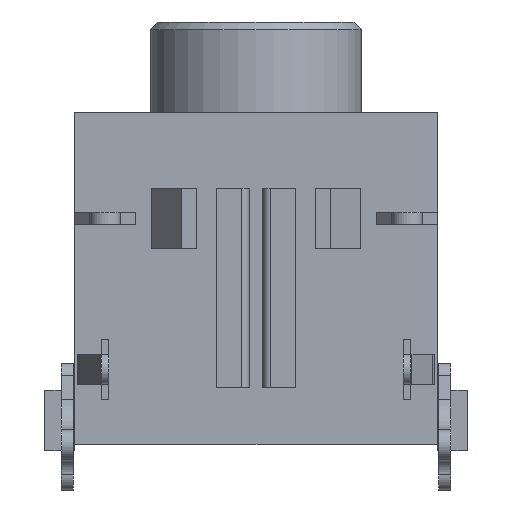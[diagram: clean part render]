
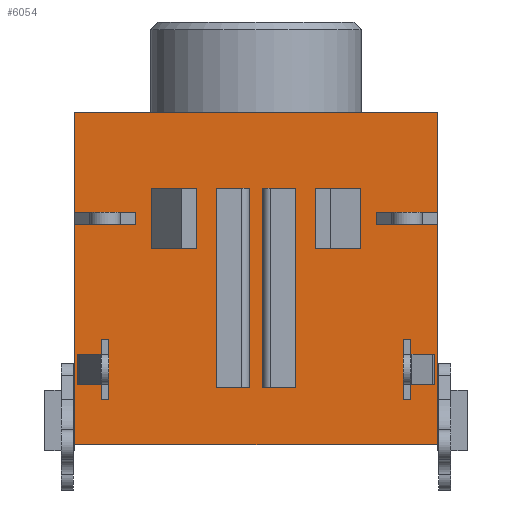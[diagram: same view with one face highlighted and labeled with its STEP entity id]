
A CAD part, front view. The second image highlights one B-rep face of the part: STEP entity #6054.
In plain terms, the highlighted planar face has unit normal (0, -1, 0).
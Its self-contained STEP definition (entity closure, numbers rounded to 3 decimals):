
#2009=CARTESIAN_POINT('',(4.875,2.,-7.5));
#2010=VERTEX_POINT('',#2009);
#2018=CARTESIAN_POINT('',(5.125,2.,-7.5));
#2019=VERTEX_POINT('',#2018);
#2026=CARTESIAN_POINT('',(4.875,2.,-7.5));
#2027=DIRECTION('',(1.,0.,-0.));
#2028=VECTOR('',#2027,0.25);
#2029=LINE('',#2026,#2028);
#2030=EDGE_CURVE('',#2010,#2019,#2029,.T.);
#2040=CARTESIAN_POINT('',(5.125,2.,-9.5));
#2041=VERTEX_POINT('',#2040);
#2049=CARTESIAN_POINT('',(4.875,2.,-9.5));
#2050=VERTEX_POINT('',#2049);
#2057=CARTESIAN_POINT('',(4.875,2.,-9.5));
#2058=DIRECTION('',(1.,0.,-0.));
#2059=VECTOR('',#2058,0.25);
#2060=LINE('',#2057,#2059);
#2061=EDGE_CURVE('',#2050,#2041,#2060,.T.);
#2686=CARTESIAN_POINT('',(-4.875,2.,-9.5));
#2687=VERTEX_POINT('',#2686);
#2702=CARTESIAN_POINT('',(-5.125,2.,-9.5));
#2703=VERTEX_POINT('',#2702);
#2710=CARTESIAN_POINT('',(-5.125,2.,-9.5));
#2711=DIRECTION('',(1.,0.,-0.));
#2712=VECTOR('',#2711,0.25);
#2713=LINE('',#2710,#2712);
#2714=EDGE_CURVE('',#2703,#2687,#2713,.T.);
#2726=CARTESIAN_POINT('',(-5.125,2.,-7.5));
#2727=VERTEX_POINT('',#2726);
#2742=CARTESIAN_POINT('',(-4.875,2.,-7.5));
#2743=VERTEX_POINT('',#2742);
#2750=CARTESIAN_POINT('',(-5.125,2.,-7.5));
#2751=DIRECTION('',(1.,0.,-0.));
#2752=VECTOR('',#2751,0.25);
#2753=LINE('',#2750,#2752);
#2754=EDGE_CURVE('',#2727,#2743,#2753,.T.);
#4247=CARTESIAN_POINT('',(-3.999,2.,-3.7));
#4248=VERTEX_POINT('',#4247);
#4255=CARTESIAN_POINT('',(-3.999,2.,-3.3));
#4256=VERTEX_POINT('',#4255);
#4257=CARTESIAN_POINT('',(-3.999,2.,-3.3));
#4258=DIRECTION('',(0.,0.,-1.));
#4259=VECTOR('',#4258,0.4);
#4260=LINE('',#4257,#4259);
#4261=EDGE_CURVE('',#4256,#4248,#4260,.T.);
#4278=CARTESIAN_POINT('',(6.,2.,-3.7));
#4279=VERTEX_POINT('',#4278);
#4280=CARTESIAN_POINT('',(3.999,2.,-3.7));
#4281=VERTEX_POINT('',#4280);
#4282=CARTESIAN_POINT('',(6.,2.,-3.7));
#4283=DIRECTION('',(-1.,0.,0.));
#4284=VECTOR('',#4283,2.001);
#4285=LINE('',#4282,#4284);
#4286=EDGE_CURVE('',#4279,#4281,#4285,.T.);
#4315=CARTESIAN_POINT('',(3.999,2.,-3.3));
#4316=VERTEX_POINT('',#4315);
#4323=CARTESIAN_POINT('',(3.999,2.,-3.7));
#4324=DIRECTION('',(0.,0.,1.));
#4325=VECTOR('',#4324,0.4);
#4326=LINE('',#4323,#4325);
#4327=EDGE_CURVE('',#4281,#4316,#4326,.T.);
#4340=CARTESIAN_POINT('',(6.,2.,-3.3));
#4341=VERTEX_POINT('',#4340);
#4348=CARTESIAN_POINT('',(3.999,2.,-3.3));
#4349=DIRECTION('',(1.,0.,-0.));
#4350=VECTOR('',#4349,2.001);
#4351=LINE('',#4348,#4350);
#4352=EDGE_CURVE('',#4316,#4341,#4351,.T.);
#4369=CARTESIAN_POINT('',(1.31,2.,-2.5));
#4370=VERTEX_POINT('',#4369);
#4378=CARTESIAN_POINT('',(1.31,2.,-9.1));
#4379=VERTEX_POINT('',#4378);
#4386=CARTESIAN_POINT('',(1.31,2.,-2.5));
#4387=DIRECTION('',(0.,0.,-1.));
#4388=VECTOR('',#4387,6.6);
#4389=LINE('',#4386,#4388);
#4390=EDGE_CURVE('',#4370,#4379,#4389,.T.);
#4401=CARTESIAN_POINT('',(0.23,2.,-9.1));
#4402=VERTEX_POINT('',#4401);
#4410=CARTESIAN_POINT('',(1.31,2.,-9.1));
#4411=DIRECTION('',(-1.,0.,0.));
#4412=VECTOR('',#4411,1.08);
#4413=LINE('',#4410,#4412);
#4414=EDGE_CURVE('',#4379,#4402,#4413,.T.);
#4435=CARTESIAN_POINT('',(0.23,2.,-2.5));
#4436=VERTEX_POINT('',#4435);
#4444=CARTESIAN_POINT('',(0.23,2.,-9.1));
#4445=DIRECTION('',(0.,0.,1.));
#4446=VECTOR('',#4445,6.6);
#4447=LINE('',#4444,#4446);
#4448=EDGE_CURVE('',#4402,#4436,#4447,.T.);
#4460=CARTESIAN_POINT('',(0.23,2.,-2.5));
#4461=DIRECTION('',(1.,0.,-0.));
#4462=VECTOR('',#4461,1.08);
#4463=LINE('',#4460,#4462);
#4464=EDGE_CURVE('',#4436,#4370,#4463,.T.);
#4479=CARTESIAN_POINT('',(4.875,2.,-9.5));
#4480=DIRECTION('',(0.,0.,1.));
#4481=VECTOR('',#4480,2.);
#4482=LINE('',#4479,#4481);
#4483=EDGE_CURVE('',#2050,#2010,#4482,.T.);
#4500=CARTESIAN_POINT('',(5.125,2.,-7.5));
#4501=DIRECTION('',(0.,0.,-1.));
#4502=VECTOR('',#4501,2.);
#4503=LINE('',#4500,#4502);
#4504=EDGE_CURVE('',#2019,#2041,#4503,.T.);
#4517=CARTESIAN_POINT('',(-3.475,2.,-2.5));
#4518=VERTEX_POINT('',#4517);
#4519=CARTESIAN_POINT('',(-1.975,2.,-2.5));
#4520=VERTEX_POINT('',#4519);
#4521=CARTESIAN_POINT('',(-3.475,2.,-2.5));
#4522=DIRECTION('',(1.,0.,-0.));
#4523=VECTOR('',#4522,1.5);
#4524=LINE('',#4521,#4523);
#4525=EDGE_CURVE('',#4518,#4520,#4524,.T.);
#4559=CARTESIAN_POINT('',(-1.975,2.,-4.5));
#4560=VERTEX_POINT('',#4559);
#4567=CARTESIAN_POINT('',(-1.975,2.,-2.5));
#4568=DIRECTION('',(0.,0.,-1.));
#4569=VECTOR('',#4568,2.);
#4570=LINE('',#4567,#4569);
#4571=EDGE_CURVE('',#4520,#4560,#4570,.T.);
#4583=CARTESIAN_POINT('',(-3.475,2.,-4.5));
#4584=VERTEX_POINT('',#4583);
#4592=CARTESIAN_POINT('',(-1.975,2.,-4.5));
#4593=DIRECTION('',(-1.,0.,0.));
#4594=VECTOR('',#4593,1.5);
#4595=LINE('',#4592,#4594);
#4596=EDGE_CURVE('',#4560,#4584,#4595,.T.);
#4626=CARTESIAN_POINT('',(-3.475,2.,-4.5));
#4627=DIRECTION('',(-0.,-0.,1.));
#4628=VECTOR('',#4627,2.);
#4629=LINE('',#4626,#4628);
#4630=EDGE_CURVE('',#4584,#4518,#4629,.T.);
#4641=CARTESIAN_POINT('',(3.475,2.,-2.5));
#4642=VERTEX_POINT('',#4641);
#4650=CARTESIAN_POINT('',(1.975,2.,-2.5));
#4651=VERTEX_POINT('',#4650);
#4652=CARTESIAN_POINT('',(1.975,2.,-2.5));
#4653=DIRECTION('',(1.,0.,-0.));
#4654=VECTOR('',#4653,1.5);
#4655=LINE('',#4652,#4654);
#4656=EDGE_CURVE('',#4651,#4642,#4655,.T.);
#4684=CARTESIAN_POINT('',(3.475,2.,-4.5));
#4685=VERTEX_POINT('',#4684);
#4693=CARTESIAN_POINT('',(3.475,2.,-2.5));
#4694=DIRECTION('',(0.,0.,-1.));
#4695=VECTOR('',#4694,2.);
#4696=LINE('',#4693,#4695);
#4697=EDGE_CURVE('',#4642,#4685,#4696,.T.);
#4710=CARTESIAN_POINT('',(1.975,2.,-4.5));
#4711=VERTEX_POINT('',#4710);
#4712=CARTESIAN_POINT('',(3.475,2.,-4.5));
#4713=DIRECTION('',(-1.,0.,0.));
#4714=VECTOR('',#4713,1.5);
#4715=LINE('',#4712,#4714);
#4716=EDGE_CURVE('',#4685,#4711,#4715,.T.);
#4746=CARTESIAN_POINT('',(1.975,2.,-4.5));
#4747=DIRECTION('',(0.,0.,1.));
#4748=VECTOR('',#4747,2.);
#4749=LINE('',#4746,#4748);
#4750=EDGE_CURVE('',#4711,#4651,#4749,.T.);
#4766=CARTESIAN_POINT('',(-5.125,2.,-9.5));
#4767=DIRECTION('',(0.,0.,1.));
#4768=VECTOR('',#4767,2.);
#4769=LINE('',#4766,#4768);
#4770=EDGE_CURVE('',#2703,#2727,#4769,.T.);
#4781=CARTESIAN_POINT('',(-4.875,2.,-7.5));
#4782=DIRECTION('',(0.,0.,-1.));
#4783=VECTOR('',#4782,2.);
#4784=LINE('',#4781,#4783);
#4785=EDGE_CURVE('',#2743,#2687,#4784,.T.);
#4801=CARTESIAN_POINT('',(-0.23,2.,-2.5));
#4802=VERTEX_POINT('',#4801);
#4803=CARTESIAN_POINT('',(-0.23,2.,-9.1));
#4804=VERTEX_POINT('',#4803);
#4805=CARTESIAN_POINT('',(-0.23,2.,-2.5));
#4806=DIRECTION('',(-0.,-0.,-1.));
#4807=VECTOR('',#4806,6.6);
#4808=LINE('',#4805,#4807);
#4809=EDGE_CURVE('',#4802,#4804,#4808,.T.);
#4835=CARTESIAN_POINT('',(-1.31,2.,-9.1));
#4836=VERTEX_POINT('',#4835);
#4837=CARTESIAN_POINT('',(-0.23,2.,-9.1));
#4838=DIRECTION('',(-1.,0.,0.));
#4839=VECTOR('',#4838,1.08);
#4840=LINE('',#4837,#4839);
#4841=EDGE_CURVE('',#4804,#4836,#4840,.T.);
#4862=CARTESIAN_POINT('',(-1.31,2.,-2.5));
#4863=VERTEX_POINT('',#4862);
#4870=CARTESIAN_POINT('',(-1.31,2.,-9.1));
#4871=DIRECTION('',(0.,0.,1.));
#4872=VECTOR('',#4871,6.6);
#4873=LINE('',#4870,#4872);
#4874=EDGE_CURVE('',#4836,#4863,#4873,.T.);
#4887=CARTESIAN_POINT('',(-1.31,2.,-2.5));
#4888=DIRECTION('',(1.,0.,-0.));
#4889=VECTOR('',#4888,1.08);
#4890=LINE('',#4887,#4889);
#4891=EDGE_CURVE('',#4863,#4802,#4890,.T.);
#5004=CARTESIAN_POINT('',(6.,2.,0.));
#5005=VERTEX_POINT('',#5004);
#5012=CARTESIAN_POINT('',(6.,2.,-3.3));
#5013=DIRECTION('',(0.,0.,1.));
#5014=VECTOR('',#5013,3.3);
#5015=LINE('',#5012,#5014);
#5016=EDGE_CURVE('',#4341,#5005,#5015,.T.);
#5482=CARTESIAN_POINT('',(6.,2.,-11.));
#5483=VERTEX_POINT('',#5482);
#5484=CARTESIAN_POINT('',(6.,2.,-11.));
#5485=DIRECTION('',(0.,0.,1.));
#5486=VECTOR('',#5485,7.3);
#5487=LINE('',#5484,#5486);
#5488=EDGE_CURVE('',#5483,#4279,#5487,.T.);
#5685=CARTESIAN_POINT('',(-6.,2.,-3.7));
#5686=VERTEX_POINT('',#5685);
#5693=CARTESIAN_POINT('',(-3.999,2.,-3.7));
#5694=DIRECTION('',(-1.,0.,0.));
#5695=VECTOR('',#5694,2.001);
#5696=LINE('',#5693,#5695);
#5697=EDGE_CURVE('',#4248,#5686,#5696,.T.);
#5950=CARTESIAN_POINT('',(-6.,2.,-3.3));
#5951=VERTEX_POINT('',#5950);
#5952=CARTESIAN_POINT('',(-6.,2.,-3.3));
#5953=DIRECTION('',(1.,0.,-0.));
#5954=VECTOR('',#5953,2.001);
#5955=LINE('',#5952,#5954);
#5956=EDGE_CURVE('',#5951,#4256,#5955,.T.);
#5975=CARTESIAN_POINT('',(-6.,2.,0.));
#5976=DIRECTION('',(0.,-1.,0.));
#5977=DIRECTION('',(0.,0.,-1.));
#5978=AXIS2_PLACEMENT_3D('',#5975,#5976,#5977);
#5979=PLANE('',#5978);
#5980=ORIENTED_EDGE('',*,*,#5956,.T.);
#5981=ORIENTED_EDGE('',*,*,#4261,.T.);
#5982=ORIENTED_EDGE('',*,*,#5697,.T.);
#5983=CARTESIAN_POINT('',(-6.,2.,-11.));
#5984=VERTEX_POINT('',#5983);
#5985=CARTESIAN_POINT('',(-6.,2.,-11.));
#5986=DIRECTION('',(0.,0.,1.));
#5987=VECTOR('',#5986,7.3);
#5988=LINE('',#5985,#5987);
#5989=EDGE_CURVE('',#5984,#5686,#5988,.T.);
#5990=ORIENTED_EDGE('',*,*,#5989,.F.);
#5991=CARTESIAN_POINT('',(-6.,2.,-11.));
#5992=DIRECTION('',(1.,0.,-0.));
#5993=VECTOR('',#5992,12.);
#5994=LINE('',#5991,#5993);
#5995=EDGE_CURVE('',#5984,#5483,#5994,.T.);
#5996=ORIENTED_EDGE('',*,*,#5995,.T.);
#5997=ORIENTED_EDGE('',*,*,#5488,.T.);
#5998=ORIENTED_EDGE('',*,*,#4286,.T.);
#5999=ORIENTED_EDGE('',*,*,#4327,.T.);
#6000=ORIENTED_EDGE('',*,*,#4352,.T.);
#6001=ORIENTED_EDGE('',*,*,#5016,.T.);
#6002=CARTESIAN_POINT('',(-6.,2.,0.));
#6003=VERTEX_POINT('',#6002);
#6004=CARTESIAN_POINT('',(-6.,2.,0.));
#6005=DIRECTION('',(1.,0.,-0.));
#6006=VECTOR('',#6005,12.);
#6007=LINE('',#6004,#6006);
#6008=EDGE_CURVE('',#6003,#5005,#6007,.T.);
#6009=ORIENTED_EDGE('',*,*,#6008,.F.);
#6010=CARTESIAN_POINT('',(-6.,2.,-3.3));
#6011=DIRECTION('',(0.,0.,1.));
#6012=VECTOR('',#6011,3.3);
#6013=LINE('',#6010,#6012);
#6014=EDGE_CURVE('',#5951,#6003,#6013,.T.);
#6015=ORIENTED_EDGE('',*,*,#6014,.F.);
#6016=EDGE_LOOP('',(#5980,#5981,#5982,#5990,#5996,#5997,#5998,#5999,#6000,#6001,#6009,#6015));
#6017=FACE_BOUND('',#6016,.T.);
#6018=ORIENTED_EDGE('',*,*,#4390,.T.);
#6019=ORIENTED_EDGE('',*,*,#4414,.T.);
#6020=ORIENTED_EDGE('',*,*,#4448,.T.);
#6021=ORIENTED_EDGE('',*,*,#4464,.T.);
#6022=EDGE_LOOP('',(#6018,#6019,#6020,#6021));
#6023=FACE_BOUND('',#6022,.T.);
#6024=ORIENTED_EDGE('',*,*,#4483,.T.);
#6025=ORIENTED_EDGE('',*,*,#2030,.T.);
#6026=ORIENTED_EDGE('',*,*,#4504,.T.);
#6027=ORIENTED_EDGE('',*,*,#2061,.F.);
#6028=EDGE_LOOP('',(#6024,#6025,#6026,#6027));
#6029=FACE_BOUND('',#6028,.T.);
#6030=ORIENTED_EDGE('',*,*,#4525,.T.);
#6031=ORIENTED_EDGE('',*,*,#4571,.T.);
#6032=ORIENTED_EDGE('',*,*,#4596,.T.);
#6033=ORIENTED_EDGE('',*,*,#4630,.T.);
#6034=EDGE_LOOP('',(#6030,#6031,#6032,#6033));
#6035=FACE_BOUND('',#6034,.T.);
#6036=ORIENTED_EDGE('',*,*,#4656,.T.);
#6037=ORIENTED_EDGE('',*,*,#4697,.T.);
#6038=ORIENTED_EDGE('',*,*,#4716,.T.);
#6039=ORIENTED_EDGE('',*,*,#4750,.T.);
#6040=EDGE_LOOP('',(#6036,#6037,#6038,#6039));
#6041=FACE_BOUND('',#6040,.T.);
#6042=ORIENTED_EDGE('',*,*,#4770,.T.);
#6043=ORIENTED_EDGE('',*,*,#2754,.T.);
#6044=ORIENTED_EDGE('',*,*,#4785,.T.);
#6045=ORIENTED_EDGE('',*,*,#2714,.F.);
#6046=EDGE_LOOP('',(#6042,#6043,#6044,#6045));
#6047=FACE_BOUND('',#6046,.T.);
#6048=ORIENTED_EDGE('',*,*,#4809,.T.);
#6049=ORIENTED_EDGE('',*,*,#4841,.T.);
#6050=ORIENTED_EDGE('',*,*,#4874,.T.);
#6051=ORIENTED_EDGE('',*,*,#4891,.T.);
#6052=EDGE_LOOP('',(#6048,#6049,#6050,#6051));
#6053=FACE_BOUND('',#6052,.T.);
#6054=ADVANCED_FACE(' DE      919',(#6017,#6023,#6029,#6035,#6041,#6047,#6053),#5979,.T.);
